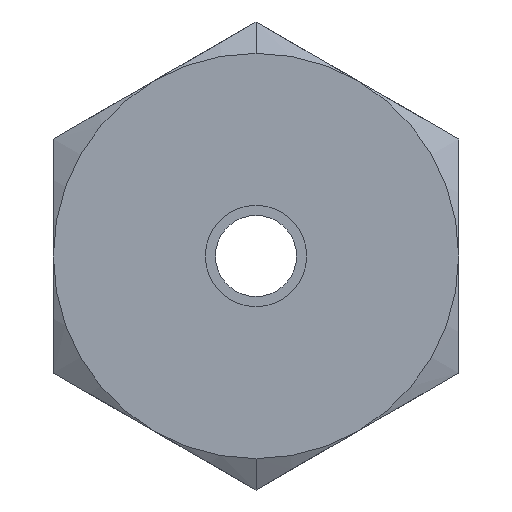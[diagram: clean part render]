
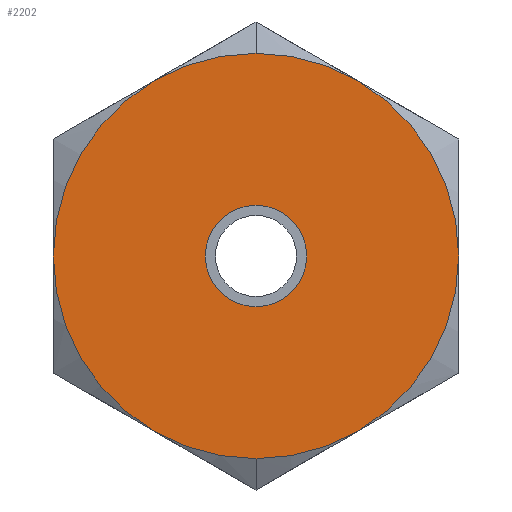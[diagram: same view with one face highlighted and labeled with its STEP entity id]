
A CAD part, left-side view. The second image highlights one B-rep face of the part: STEP entity #2202.
In plain terms, the highlighted planar face has unit normal (-1, 0, 0).
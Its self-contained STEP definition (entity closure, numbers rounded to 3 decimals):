
#66 = ORIENTED_EDGE ( 'NONE', *, *, #798, .T. ) ;
#88 = DIRECTION ( 'NONE',  ( 1., 0., 0. ) ) ;
#106 = CIRCLE ( 'NONE', #4434, 1.5 ) ;
#371 = DIRECTION ( 'NONE',  ( 1., 0., 0. ) ) ;
#466 = CARTESIAN_POINT ( 'NONE',  ( 0., 0., 1.5 ) ) ;
#471 = EDGE_LOOP ( 'NONE', ( #4157, #3978 ) ) ;
#523 = FACE_BOUND ( 'NONE', #4784, .T. ) ;
#652 = EDGE_CURVE ( 'NONE', #1540, #5237, #3492, .T. ) ;
#798 = EDGE_CURVE ( 'NONE', #5664, #1761, #106, .T. ) ;
#1155 = AXIS2_PLACEMENT_3D ( 'NONE', #4661, #1257, #6303 ) ;
#1192 = CARTESIAN_POINT ( 'NONE',  ( 0., 0., -1.5 ) ) ;
#1257 = DIRECTION ( 'NONE',  ( -1., 0., 0. ) ) ;
#1267 = CARTESIAN_POINT ( 'NONE',  ( 0., 0., 0. ) ) ;
#1276 = DIRECTION ( 'NONE',  ( 1., 0., 0. ) ) ;
#1300 = PLANE ( 'NONE',  #1155 ) ;
#1387 = CARTESIAN_POINT ( 'NONE',  ( 0., 0., -6. ) ) ;
#1540 = VERTEX_POINT ( 'NONE', #1387 ) ;
#1761 = VERTEX_POINT ( 'NONE', #1192 ) ;
#1925 = FACE_OUTER_BOUND ( 'NONE', #471, .T. ) ;
#2202 = ADVANCED_FACE ( 'NONE', ( #523, #1925 ), #1300, .T. ) ;
#2287 = CIRCLE ( 'NONE', #4739, 1.5 ) ;
#2297 = EDGE_CURVE ( 'NONE', #1761, #5664, #2287, .T. ) ;
#2538 = CARTESIAN_POINT ( 'NONE',  ( 0., 0., 0. ) ) ;
#3164 = ORIENTED_EDGE ( 'NONE', *, *, #2297, .T. ) ;
#3207 = AXIS2_PLACEMENT_3D ( 'NONE', #2538, #371, #5284 ) ;
#3492 = CIRCLE ( 'NONE', #7113, 6. ) ;
#3499 = DIRECTION ( 'NONE',  ( 0., 0., -1. ) ) ;
#3978 = ORIENTED_EDGE ( 'NONE', *, *, #652, .F. ) ;
#4001 = DIRECTION ( 'NONE',  ( 0., 0., 1. ) ) ;
#4049 = CARTESIAN_POINT ( 'NONE',  ( 0., 0., 0. ) ) ;
#4157 = ORIENTED_EDGE ( 'NONE', *, *, #6183, .F. ) ;
#4434 = AXIS2_PLACEMENT_3D ( 'NONE', #1267, #88, #4001 ) ;
#4463 = CARTESIAN_POINT ( 'NONE',  ( 0., 0., 6. ) ) ;
#4661 = CARTESIAN_POINT ( 'NONE',  ( 0., 0., 3. ) ) ;
#4739 = AXIS2_PLACEMENT_3D ( 'NONE', #5182, #6265, #5725 ) ;
#4784 = EDGE_LOOP ( 'NONE', ( #3164, #66 ) ) ;
#5182 = CARTESIAN_POINT ( 'NONE',  ( 0., 0., 0. ) ) ;
#5237 = VERTEX_POINT ( 'NONE', #4463 ) ;
#5284 = DIRECTION ( 'NONE',  ( 0., 0., 1. ) ) ;
#5436 = CIRCLE ( 'NONE', #3207, 6. ) ;
#5664 = VERTEX_POINT ( 'NONE', #466 ) ;
#5725 = DIRECTION ( 'NONE',  ( 0., 0., -1. ) ) ;
#6183 = EDGE_CURVE ( 'NONE', #5237, #1540, #5436, .T. ) ;
#6265 = DIRECTION ( 'NONE',  ( 1., 0., 0. ) ) ;
#6303 = DIRECTION ( 'NONE',  ( 0., 0., 1. ) ) ;
#7113 = AXIS2_PLACEMENT_3D ( 'NONE', #4049, #1276, #3499 ) ;
